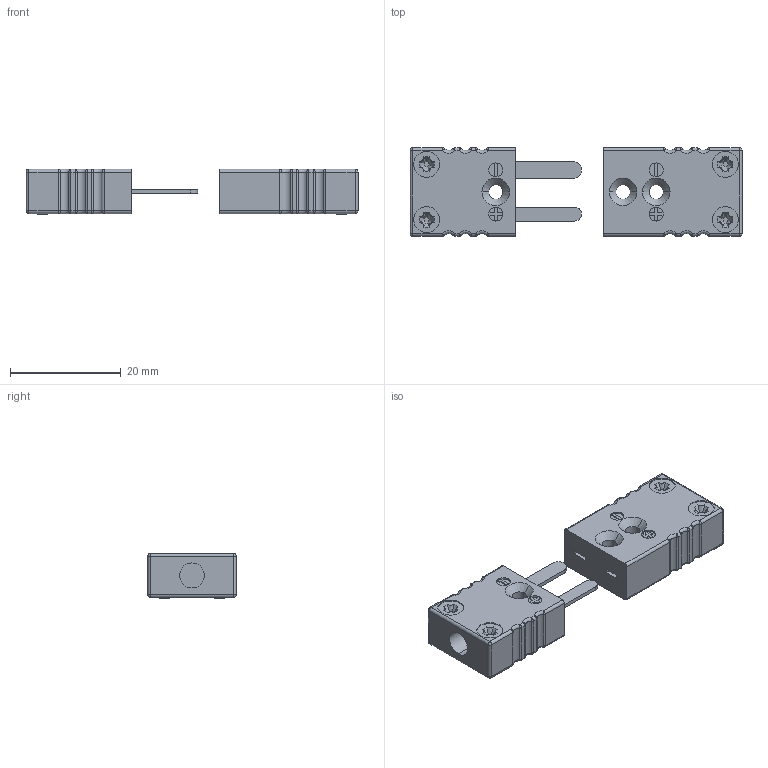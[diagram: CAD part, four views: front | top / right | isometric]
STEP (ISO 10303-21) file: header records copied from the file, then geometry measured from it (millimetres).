
FILE_DESCRIPTION(('TFLEX Exchange Step'),'2;1');
FILE_NAME('Connector.stp', '2021-02-01T21:56:51+05:00',('Алексей'),('Unknown organisation'),'TFLEX Exchange 2019.1','T-FLEX CAD','Unknown authorisation');
FILE_SCHEMA( ('AUTOMOTIVE_DESIGN { 1 0 10303 214 1 1 1 1 }') );
Length unit declared in the file: millimetre
Products named in the file (4): <Винты нормальные>Винт ГОСТ 17475-80; Connector M; Connector F; Connector
Assembly tree (6 placements, depth 2):
  Connector
    <Винты нормальные>Винт ГОСТ 17475-80  x4
    Connector M
    Connector F
Bounding box: 60 x 16 x 8.2 mm (x, y, z)
Volume: 5142 mm3; surface area: 3864 mm2
Topology: 8 solids, 8 shells, 346 faces, 842 edges, 468 vertices
Faces by surface type: cylinder 111, plane 94, sphere 56, bspline 32, torus 28, cone 25
Full cylindrical faces by diameter (mm): 2.5 x10, 2.6 x3, 4.7 x4
Entity records: 8323 total; most frequent: DIRECTION 1552, CARTESIAN_POINT 1487, ORIENTED_EDGE 1314, EDGE_CURVE 657, AXIS2_PLACEMENT_3D 627, VERTEX_POINT 378, CIRCLE 327, EDGE_LOOP 321
